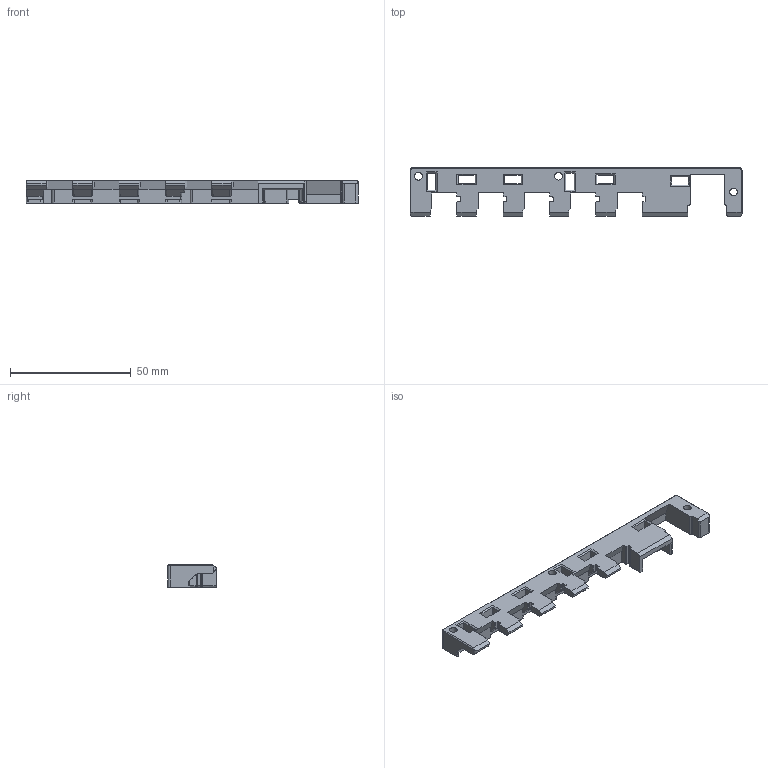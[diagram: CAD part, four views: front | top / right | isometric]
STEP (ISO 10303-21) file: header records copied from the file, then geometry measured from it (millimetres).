
FILE_DESCRIPTION (( 'STEP AP214' ), '1' );
FILE_NAME ('加固上盖不含线序.STEP', '2024-02-01T08:14:12', ( 'Windows User' ), ( 'P R C' ), 'SwSTEP 2.0', 'SolidWorks 2023', '' );
FILE_SCHEMA (( 'AUTOMOTIVE_DESIGN' ));
Length unit declared in the file: millimetre
Products named in the file (1): 加固上盖不含线序
Bounding box: 137.5 x 20 x 9.15 mm (x, y, z)
Volume: 11513.8 mm3; surface area: 8573 mm2
Topology: 1 solids, 1 shells, 380 faces, 1043 edges, 654 vertices
Faces by surface type: plane 242, cylinder 100, bspline 18, torus 15, sphere 3, cone 2
Entity records: 12115 total; most frequent: CARTESIAN_POINT 2667, ORIENTED_EDGE 2062, DIRECTION 1857, EDGE_CURVE 1031, VECTOR 773, LINE 773, VERTEX_POINT 654, AXIS2_PLACEMENT_3D 542
